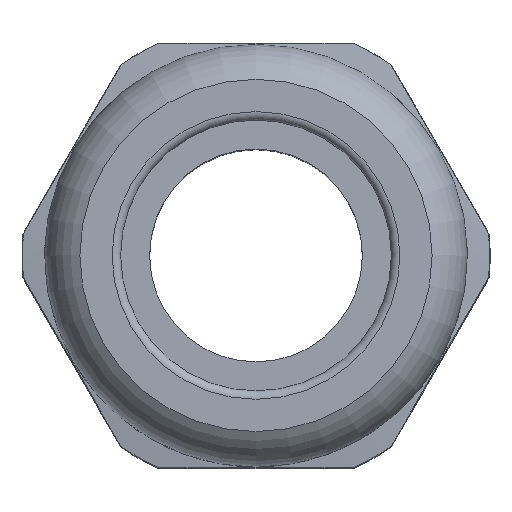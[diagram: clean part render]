
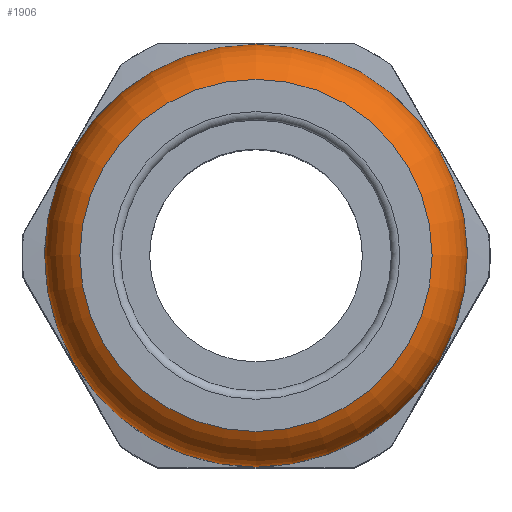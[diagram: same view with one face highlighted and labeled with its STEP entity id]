
A CAD part, top view. The second image highlights one B-rep face of the part: STEP entity #1906.
In plain terms, the highlighted toroidal (fillet/blend) face has major radius 13.855 mm and minor radius 6 mm.
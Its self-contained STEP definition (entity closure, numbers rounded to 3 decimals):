
#1900=TOROIDAL_SURFACE('',#7587,13.855,6.);
#1906=ADVANCED_FACE('',(#2226,#2227),#1900,.T.);
#2226=FACE_BOUND('',#2285,.T.);
#2227=FACE_BOUND('',#2286,.T.);
#2285=EDGE_LOOP('',(#2606));
#2286=EDGE_LOOP('',(#2607));
#2606=ORIENTED_EDGE('',*,*,#4671,.F.);
#2607=ORIENTED_EDGE('',*,*,#4672,.T.);
#4151=VERTEX_POINT('',#9123);
#4152=VERTEX_POINT('',#9125);
#4671=EDGE_CURVE('',#4151,#4151,#5653,.T.);
#4672=EDGE_CURVE('',#4152,#4152,#5654,.T.);
#5653=CIRCLE('',#7585,19.85);
#5654=CIRCLE('',#7586,16.55);
#7585=AXIS2_PLACEMENT_3D('',#9122,#7972,#7973);
#7586=AXIS2_PLACEMENT_3D('',#9124,#7974,#7975);
#7587=AXIS2_PLACEMENT_3D('',#9126,#7976,#7977);
#7972=DIRECTION('',(0.,0.,-1.));
#7973=DIRECTION('',(0.,1.,0.));
#7974=DIRECTION('',(0.,0.,-1.));
#7975=DIRECTION('',(0.,1.,0.));
#7976=DIRECTION('',(0.,0.,-1.));
#7977=DIRECTION('',(0.,-1.,0.));
#9122=CARTESIAN_POINT('',(0.,0.,25.5));
#9123=CARTESIAN_POINT('',(0.,19.85,25.5));
#9124=CARTESIAN_POINT('',(0.,0.,31.1));
#9125=CARTESIAN_POINT('',(0.,16.55,31.1));
#9126=CARTESIAN_POINT('',(0.,0.,25.739));
